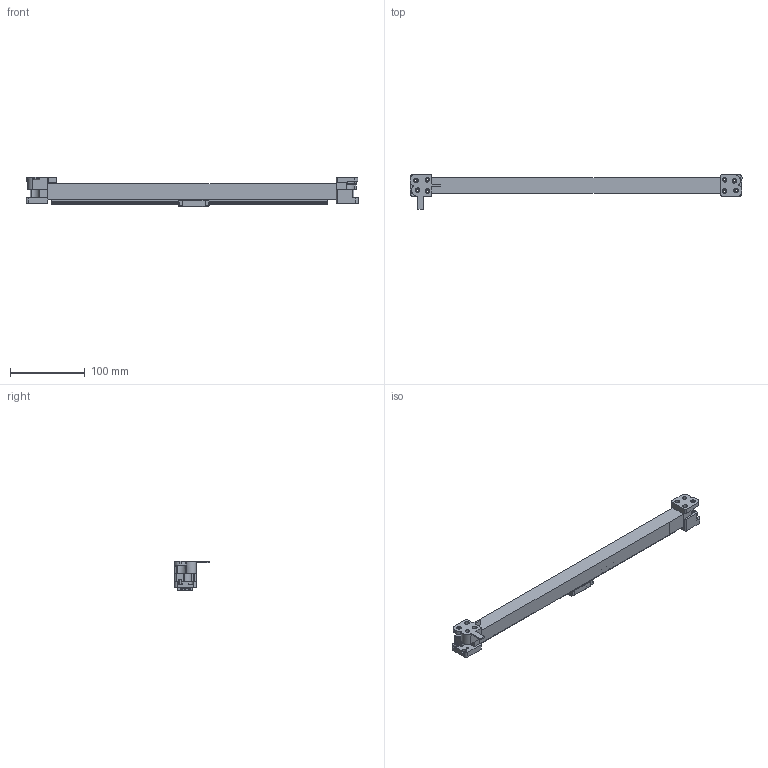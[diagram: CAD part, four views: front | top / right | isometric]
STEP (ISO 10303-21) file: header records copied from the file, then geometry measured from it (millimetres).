
FILE_DESCRIPTION(/* description */ (''),/* implementation_level */ '2;1');
FILE_NAME(/* name */ 'XYHT_carbon_minivort_mod v3.step',/* time_stamp */ '2022-03-31T07:18:00+02:00',/* author */ (''),/* organization */ (''),/* preprocessor_version */ 'ST-DEVELOPER v18.1',/* originating_system */ 'Autodesk Translation Framework v10.13.0.1454',/* authorisation */ '');
FILE_SCHEMA (('AUTOMOTIVE_DESIGN { 1 0 10303 214 3 1 1 }'));
Length unit declared in the file: millimetre
Products named in the file (14): XYHT_carbon_minivort_mod; HTCarbonX_YCarriage_LH_Assy; HTCarbonX_YCarriage_LH_Body; Component33; NUTHOLDER ; CF2020_TOOLS; NutPositionningTool_MGN9; myCarriage; Y carriageRight inside; Y CarriageLeft inside; CarbonFiberTube_20x20x1.8; MGN9_250MM v1; MGN9; MGN9-H
Assembly tree (14 placements, depth 4):
  XYHT_carbon_minivort_mod
    HTCarbonX_YCarriage_LH_Assy
      HTCarbonX_YCarriage_LH_Body
        Component33
      NUTHOLDER   x2
    CF2020_TOOLS
      NutPositionningTool_MGN9
    myCarriage
      Y carriageRight inside
      Y CarriageLeft inside
    CarbonFiberTube_20x20x1.8
    MGN9_250MM v1
      MGN9
      MGN9-H
Bounding box: 444 x 45.75 x 39.1 mm (x, y, z)
Volume: 150388.6 mm3; surface area: 123086.3 mm2
Topology: 17 solids, 17 shells, 815 faces, 2139 edges, 1410 vertices
Faces by surface type: plane 580, cylinder 185, cone 46, sphere 4
Full cylindrical faces by diameter (mm): 1.288 x5, 2.603 x4, 3 x11, 3.2 x35, 3.5 x18, 3.9 x10, 6 x27, 6.9 x10
Entity records: 24598 total; most frequent: CARTESIAN_POINT 4207, DIRECTION 4154, ORIENTED_EDGE 4080, EDGE_CURVE 2040, LINE 1510, VECTOR 1510, VERTEX_POINT 1348, AXIS2_PLACEMENT_3D 1322
